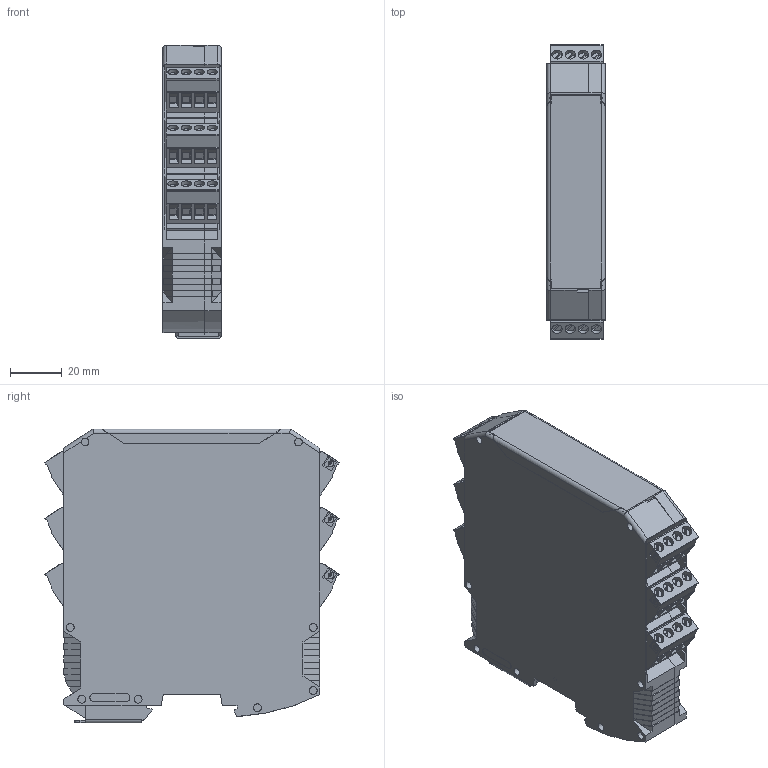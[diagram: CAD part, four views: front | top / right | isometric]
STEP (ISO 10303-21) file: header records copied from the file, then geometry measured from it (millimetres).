
FILE_DESCRIPTION (( 'STEP AP214' ), '1' );
FILE_NAME ('MOSAIC-MI16.STEP', '2018-05-10T19:22:59', ( '' ), ( '' ), 'SwSTEP 2.0', 'SolidWorks 2017', '' );
FILE_SCHEMA (( 'AUTOMOTIVE_DESIGN' ));
Length unit declared in the file: inch
Products named in the file (1): MOSAIC-MI16
Bounding box: 22.6 x 113.74 x 113.6 mm (x, y, z)
Volume: 70136.4 mm3; surface area: 86307.5 mm2
Topology: 13 solids, 13 shells, 2249 faces, 5763 edges, 3746 vertices
Faces by surface type: plane 1787, cylinder 411, sphere 24, bspline 24, torus 2, cone 1
Full cylindrical faces by diameter (mm): 0.609 x6, 1.35 x2, 1.4 x16, 1.6 x1, 2.8 x19, 3 x21, 3.783 x24, 4 x24, 4.5 x1
Entity records: 67923 total; most frequent: CARTESIAN_POINT 13824, ORIENTED_EDGE 11236, DIRECTION 10639, EDGE_CURVE 5618, VECTOR 4325, LINE 4325, VERTEX_POINT 3718, AXIS2_PLACEMENT_3D 3157
